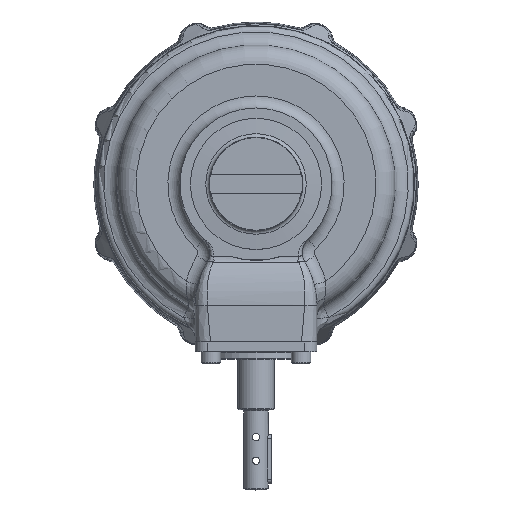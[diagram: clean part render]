
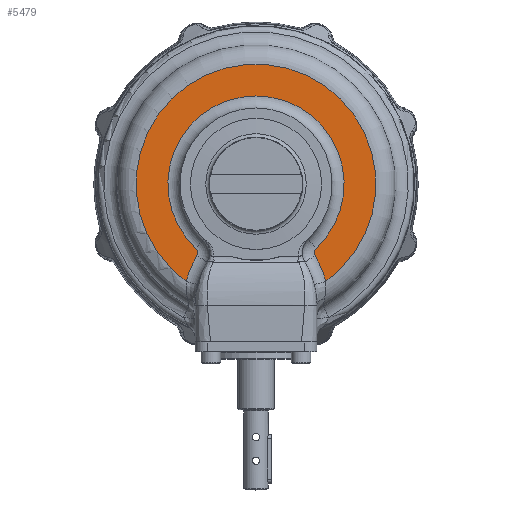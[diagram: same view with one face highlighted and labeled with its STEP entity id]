
A CAD part, top view. The second image highlights one B-rep face of the part: STEP entity #5479.
In plain terms, the highlighted planar face has unit normal (0, 0, 1).
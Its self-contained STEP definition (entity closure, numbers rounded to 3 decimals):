
#945=PLANE('',#6280);
#1954=ORIENTED_EDGE('',*,*,#2996,.T.);
#1955=ORIENTED_EDGE('',*,*,#2997,.F.);
#1956=ORIENTED_EDGE('',*,*,#2998,.T.);
#1957=ORIENTED_EDGE('',*,*,#2999,.F.);
#1958=ORIENTED_EDGE('',*,*,#3000,.T.);
#1959=ORIENTED_EDGE('',*,*,#3001,.F.);
#2996=EDGE_CURVE('',#3643,#3644,#4060,.T.);
#2997=EDGE_CURVE('',#3645,#3644,#4061,.T.);
#2998=EDGE_CURVE('',#3645,#3646,#4062,.T.);
#2999=EDGE_CURVE('',#3647,#3646,#4063,.T.);
#3000=EDGE_CURVE('',#3647,#3648,#4064,.T.);
#3001=EDGE_CURVE('',#3643,#3648,#4065,.T.);
#3643=VERTEX_POINT('',#12096);
#3644=VERTEX_POINT('',#12097);
#3645=VERTEX_POINT('',#12099);
#3646=VERTEX_POINT('',#12101);
#3647=VERTEX_POINT('',#12103);
#3648=VERTEX_POINT('',#12105);
#4060=CIRCLE('',#6281,98.672);
#4061=CIRCLE('',#6282,80.);
#4062=CIRCLE('',#6283,5.);
#4063=CIRCLE('',#6284,72.5);
#4064=CIRCLE('',#6285,5.);
#4065=CIRCLE('',#6286,80.);
#4479=EDGE_LOOP('',(#1954,#1955,#1956,#1957,#1958,#1959));
#4992=FACE_BOUND('',#4479,.T.);
#5479=ADVANCED_FACE('',(#4992),#945,.T.);
#6280=AXIS2_PLACEMENT_3D('',#12094,#7345,#7346);
#6281=AXIS2_PLACEMENT_3D('',#12095,#7347,#7348);
#6282=AXIS2_PLACEMENT_3D('',#12098,#7349,#7350);
#6283=AXIS2_PLACEMENT_3D('',#12100,#7351,#7352);
#6284=AXIS2_PLACEMENT_3D('',#12102,#7353,#7354);
#6285=AXIS2_PLACEMENT_3D('',#12104,#7355,#7356);
#6286=AXIS2_PLACEMENT_3D('',#12106,#7357,#7358);
#7345=DIRECTION('',(0.,0.,1.));
#7346=DIRECTION('',(1.,0.,0.));
#7347=DIRECTION('',(0.,0.,1.));
#7348=DIRECTION('',(1.,0.,0.));
#7349=DIRECTION('',(0.,0.,1.));
#7350=DIRECTION('',(1.,0.,0.));
#7351=DIRECTION('',(0.,0.,1.));
#7352=DIRECTION('',(1.,0.,0.));
#7353=DIRECTION('',(0.,0.,1.));
#7354=DIRECTION('',(1.,0.,0.));
#7355=DIRECTION('',(0.,0.,1.));
#7356=DIRECTION('',(1.,0.,0.));
#7357=DIRECTION('',(0.,0.,1.));
#7358=DIRECTION('',(1.,0.,0.));
#12094=CARTESIAN_POINT('',(-98.672,0.,0.));
#12095=CARTESIAN_POINT('',(0.,0.,
0.));
#12096=CARTESIAN_POINT('',(57.482,-80.199,0.));
#12097=CARTESIAN_POINT('',(-57.482,-80.199,0.));
#12098=CARTESIAN_POINT('',(20.,-100.11,0.));
#12099=CARTESIAN_POINT('',(-48.698,-59.115,0.));
#12100=CARTESIAN_POINT('',(-52.991,-56.553,0.));
#12101=CARTESIAN_POINT('',(-49.572,-52.904,0.));
#12102=CARTESIAN_POINT('',(0.,0.,
0.));
#12103=CARTESIAN_POINT('',(49.572,-52.904,0.));
#12104=CARTESIAN_POINT('',(52.991,-56.553,0.));
#12105=CARTESIAN_POINT('',(48.698,-59.115,0.));
#12106=CARTESIAN_POINT('',(-20.,-100.11,0.));
